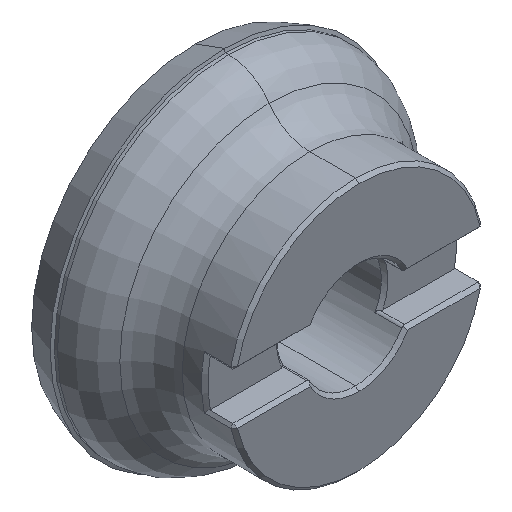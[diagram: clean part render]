
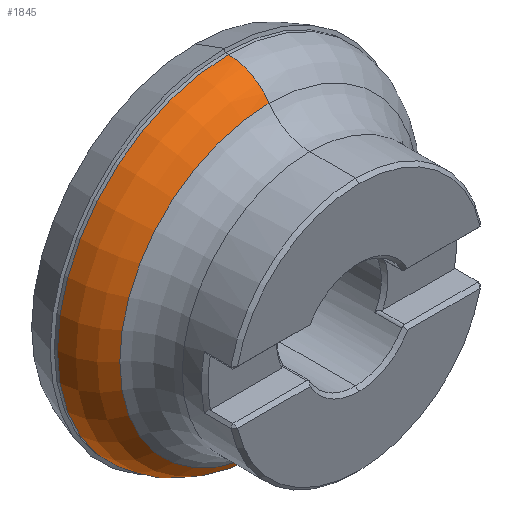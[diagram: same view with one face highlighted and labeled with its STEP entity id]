
A CAD part, isometric view. The second image highlights one B-rep face of the part: STEP entity #1845.
In plain terms, the highlighted toroidal (fillet/blend) face has major radius 37.237 mm and minor radius 15 mm.
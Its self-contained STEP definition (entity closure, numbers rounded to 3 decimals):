
#25 = CARTESIAN_POINT ( 'NONE',  ( 0., 39.879, 52.237 ) ) ;
#161 = EDGE_CURVE ( 'NONE', #2014, #841, #1571, .T. ) ;
#186 = CARTESIAN_POINT ( 'NONE',  ( 0., 39.879, 0. ) ) ;
#254 = FACE_OUTER_BOUND ( 'NONE', #1628, .T. ) ;
#317 = ORIENTED_EDGE ( 'NONE', *, *, #161, .T. ) ;
#383 = CIRCLE ( 'NONE', #1343, 45.618 ) ;
#415 = AXIS2_PLACEMENT_3D ( 'NONE', #614, #1065, #1550 ) ;
#417 = EDGE_CURVE ( 'NONE', #841, #1679, #1670, .T. ) ;
#603 = DIRECTION ( 'NONE',  ( 0., 0., 1. ) ) ;
#614 = CARTESIAN_POINT ( 'NONE',  ( 0., 39.879, 0. ) ) ;
#668 = TOROIDAL_SURFACE ( 'NONE', #415, 37.237, 15. ) ;
#674 = DIRECTION ( 'NONE',  ( 1., 0., 0. ) ) ;
#681 = EDGE_CURVE ( 'NONE', #2014, #713, #1621, .T. ) ;
#713 = VERTEX_POINT ( 'NONE', #1897 ) ;
#746 = DIRECTION ( 'NONE',  ( 0., -1., 0. ) ) ;
#841 = VERTEX_POINT ( 'NONE', #970 ) ;
#970 = CARTESIAN_POINT ( 'NONE',  ( 0., 39.879, -52.237 ) ) ;
#977 = DIRECTION ( 'NONE',  ( 0., 0., -1. ) ) ;
#1065 = DIRECTION ( 'NONE',  ( 0., -1., 0. ) ) ;
#1069 = CARTESIAN_POINT ( 'NONE',  ( 0., 39.879, -37.237 ) ) ;
#1195 = ORIENTED_EDGE ( 'NONE', *, *, #1917, .F. ) ;
#1225 = ORIENTED_EDGE ( 'NONE', *, *, #417, .T. ) ;
#1252 = DIRECTION ( 'NONE',  ( -1., 0., 0. ) ) ;
#1254 = AXIS2_PLACEMENT_3D ( 'NONE', #1914, #674, #1539 ) ;
#1283 = DIRECTION ( 'NONE',  ( 0., -1., 0. ) ) ;
#1343 = AXIS2_PLACEMENT_3D ( 'NONE', #1878, #746, #2040 ) ;
#1539 = DIRECTION ( 'NONE',  ( 0., 0., -1. ) ) ;
#1550 = DIRECTION ( 'NONE',  ( 0., 0., -1. ) ) ;
#1571 = CIRCLE ( 'NONE', #2065, 52.237 ) ;
#1621 = CIRCLE ( 'NONE', #1254, 15. ) ;
#1628 = EDGE_LOOP ( 'NONE', ( #1952, #317, #1225, #1195 ) ) ;
#1670 = CIRCLE ( 'NONE', #1908, 15. ) ;
#1679 = VERTEX_POINT ( 'NONE', #1966 ) ;
#1845 = ADVANCED_FACE ( 'NONE', ( #254 ), #668, .T. ) ;
#1878 = CARTESIAN_POINT ( 'NONE',  ( 0., 27.44, 0. ) ) ;
#1897 = CARTESIAN_POINT ( 'NONE',  ( 0., 27.44, 45.618 ) ) ;
#1908 = AXIS2_PLACEMENT_3D ( 'NONE', #1069, #1252, #603 ) ;
#1914 = CARTESIAN_POINT ( 'NONE',  ( 0., 39.879, 37.237 ) ) ;
#1917 = EDGE_CURVE ( 'NONE', #713, #1679, #383, .T. ) ;
#1952 = ORIENTED_EDGE ( 'NONE', *, *, #681, .F. ) ;
#1966 = CARTESIAN_POINT ( 'NONE',  ( 0., 27.44, -45.618 ) ) ;
#2014 = VERTEX_POINT ( 'NONE', #25 ) ;
#2040 = DIRECTION ( 'NONE',  ( 0., 0., -1. ) ) ;
#2065 = AXIS2_PLACEMENT_3D ( 'NONE', #186, #1283, #977 ) ;
